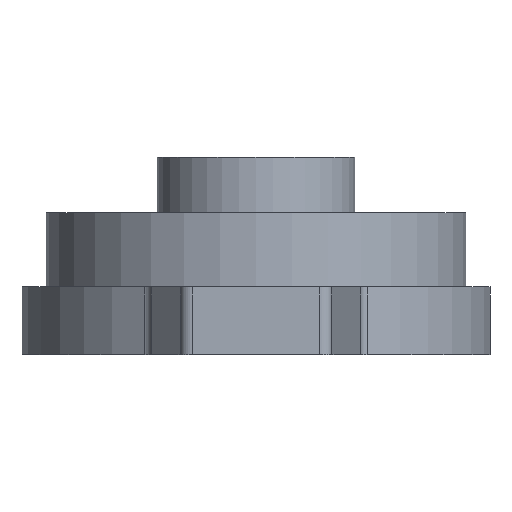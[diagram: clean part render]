
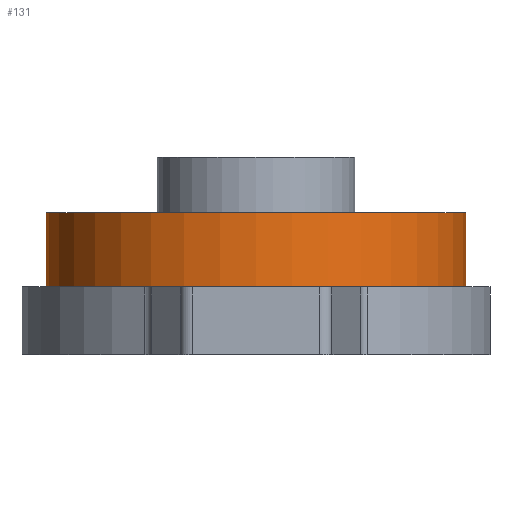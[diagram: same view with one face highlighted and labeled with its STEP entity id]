
A CAD part, left-side view. The second image highlights one B-rep face of the part: STEP entity #131.
In plain terms, the highlighted cylindrical face has radius 16.983 mm (diameter 33.967 mm), a full revolution.
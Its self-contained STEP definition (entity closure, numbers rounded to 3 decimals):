
#42=CYLINDRICAL_SURFACE('',#554,16.983);
#70=FACE_BOUND('',#198,.T.);
#71=FACE_BOUND('',#199,.T.);
#96=CIRCLE('',#525,16.983);
#113=CIRCLE('',#553,16.983);
#131=ADVANCED_FACE('',(#70,#71),#42,.T.);
#198=EDGE_LOOP('',(#298));
#199=EDGE_LOOP('',(#299));
#298=ORIENTED_EDGE('',*,*,#417,.F.);
#299=ORIENTED_EDGE('',*,*,#447,.F.);
#368=VERTEX_POINT('',#787);
#385=VERTEX_POINT('',#845);
#417=EDGE_CURVE('',#368,#368,#96,.T.);
#447=EDGE_CURVE('',#385,#385,#113,.T.);
#525=AXIS2_PLACEMENT_3D('',#786,#623,#624);
#553=AXIS2_PLACEMENT_3D('',#844,#692,#693);
#554=AXIS2_PLACEMENT_3D('',#846,#694,#695);
#623=DIRECTION('',(0.,0.,-1.));
#624=DIRECTION('',(1.,0.,0.));
#692=DIRECTION('',(0.,0.,1.));
#693=DIRECTION('',(1.,0.,0.));
#694=DIRECTION('',(0.,0.,-1.));
#695=DIRECTION('',(-1.,0.,0.));
#786=CARTESIAN_POINT('',(0.,0.,5.5));
#787=CARTESIAN_POINT('',(16.983,0.,5.5));
#844=CARTESIAN_POINT('',(0.,0.,11.5));
#845=CARTESIAN_POINT('',(16.983,0.,11.5));
#846=CARTESIAN_POINT('',(0.,0.,11.5));
